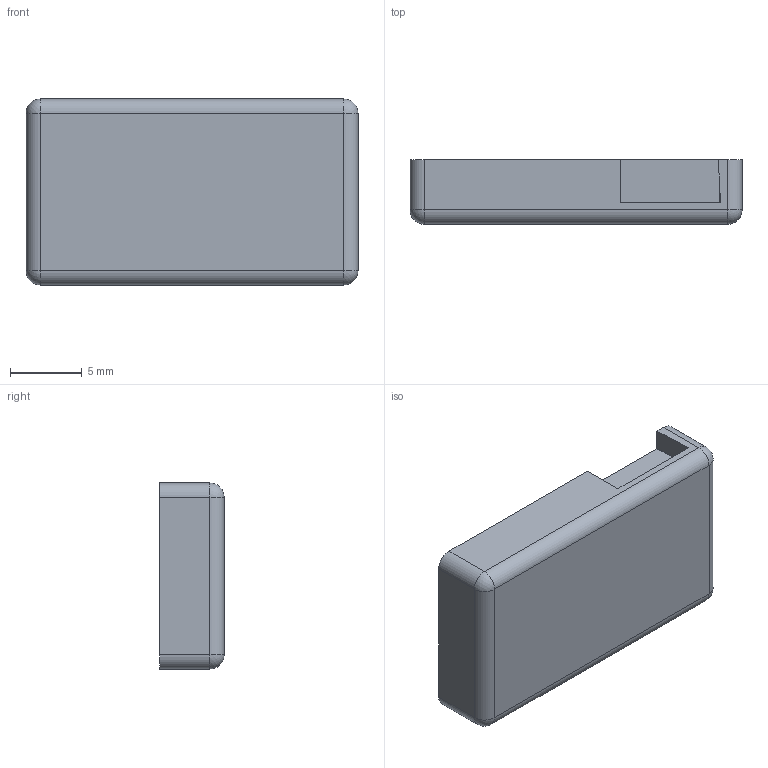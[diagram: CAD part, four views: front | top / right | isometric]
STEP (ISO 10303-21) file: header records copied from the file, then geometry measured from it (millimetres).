
FILE_DESCRIPTION((''),'2;1');
FILE_NAME('ZAOYEKE_ASM','2021-01-10T',('kun'),(''),'PRO/ENGINEER BY PARAMETRIC TECHNOLOGY CORPORATION, 2009440','PRO/ENGINEER BY PARAMETRIC TECHNOLOGY CORPORATION, 2009440','');
FILE_SCHEMA(('CONFIG_CONTROL_DESIGN'));
Length unit declared in the file: millimetre
Products named in the file (3): XINPIAN-ZAOYEKE; SENSOR-ZAOYEKE; ZAOYEKE_ASM
Assembly tree (2 placements, depth 2):
  ZAOYEKE_ASM
    XINPIAN-ZAOYEKE
    SENSOR-ZAOYEKE
Bounding box: 23.2 x 4.5 x 13 mm (x, y, z)
Volume: 1303.2 mm3; surface area: 1620.9 mm2
Topology: 2 solids, 2 shells, 48 faces, 111 edges, 67 vertices
Faces by surface type: plane 36, cylinder 8, sphere 4
Entity records: 1411 total; most frequent: DIRECTION 233, CARTESIAN_POINT 231, ORIENTED_EDGE 222, EDGE_CURVE 111, VECTOR 95, LINE 95, AXIS2_PLACEMENT_3D 69, VERTEX_POINT 67
